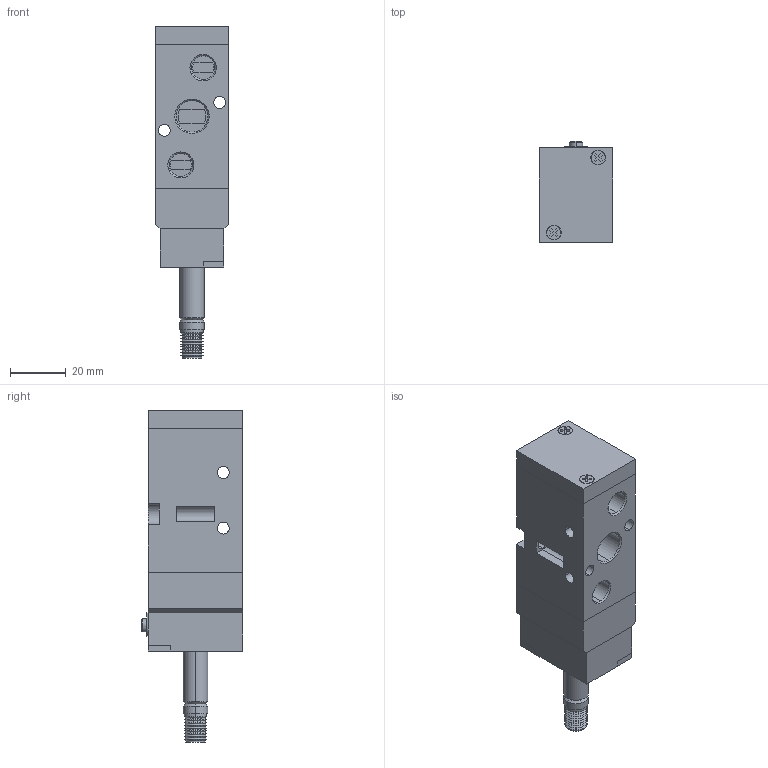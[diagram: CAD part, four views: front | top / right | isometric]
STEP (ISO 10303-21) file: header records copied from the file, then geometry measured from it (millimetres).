
FILE_DESCRIPTION (( 'STEP AP203' ), '1' );
FILE_NAME ('SF4101-IP.STEP', '2016-01-05T00:13:24', ( 'yrd8' ), ( '' ), 'SwSTEP 2.0', 'SolidWorks 2008', '' );
FILE_SCHEMA (( 'CONFIG_CONTROL_DESIGN' ));
Length unit declared in the file: millimetre
Products named in the file (5): SF4101-IP; SF 4000 BODY_ル遽; SF4000 Pilot_ル遽; SF 4000 SEMY_ル遽; SF 4000 BODY COVER_ル遽
Assembly tree (4 placements, depth 2):
  SF4101-IP
    SF 4000 SEMY_ル遽
    SF4000 Pilot_ル遽
    SF 4000 BODY_ル遽
    SF 4000 BODY COVER_ル遽
Bounding box: 26.5 x 36.5 x 119.5 mm (x, y, z)
Volume: 70627.9 mm3; surface area: 22832.9 mm2
Topology: 4 solids, 4 shells, 300 faces, 718 edges, 460 vertices
Faces by surface type: plane 177, cylinder 71, cone 52
Entity records: 9171 total; most frequent: DIRECTION 1522, CARTESIAN_POINT 1485, ORIENTED_EDGE 1436, EDGE_CURVE 718, LINE 528, VECTOR 528, AXIS2_PLACEMENT_3D 497, VERTEX_POINT 460
